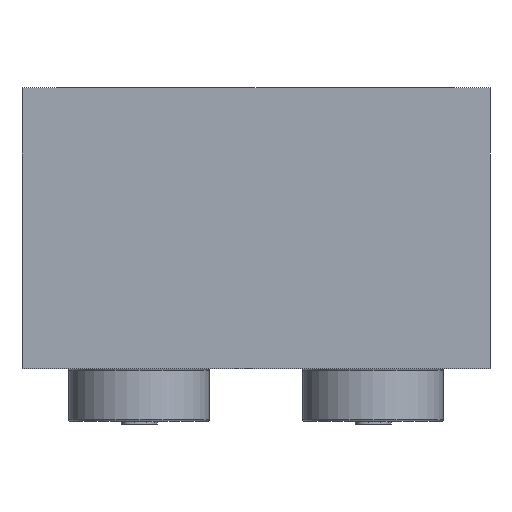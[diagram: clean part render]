
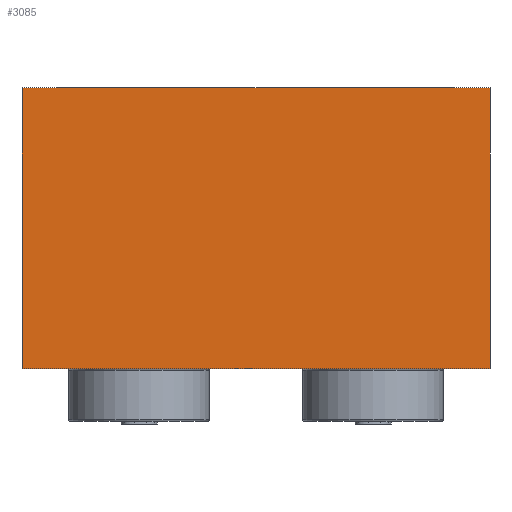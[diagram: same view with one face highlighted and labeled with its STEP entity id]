
A CAD part, left-side view. The second image highlights one B-rep face of the part: STEP entity #3085.
In plain terms, the highlighted planar face has unit normal (-1, 0, 0).
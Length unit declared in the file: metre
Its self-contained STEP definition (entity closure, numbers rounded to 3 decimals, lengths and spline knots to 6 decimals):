
#769=ORIENTED_EDGE('',*,*,#1487,.T.);
#770=ORIENTED_EDGE('',*,*,#1488,.F.);
#771=ORIENTED_EDGE('',*,*,#1489,.F.);
#772=ORIENTED_EDGE('',*,*,#1485,.T.);
#1485=EDGE_CURVE('',#1875,#1874,#2128,.T.);
#1487=EDGE_CURVE('',#1874,#1876,#2130,.T.);
#1488=EDGE_CURVE('',#1877,#1876,#2131,.T.);
#1489=EDGE_CURVE('',#1875,#1877,#2132,.T.);
#1874=VERTEX_POINT('',#4938);
#1875=VERTEX_POINT('',#4940);
#1876=VERTEX_POINT('',#4944);
#1877=VERTEX_POINT('',#4946);
#2128=LINE('',#4939,#2398);
#2130=LINE('',#4943,#2400);
#2131=LINE('',#4945,#2401);
#2132=LINE('',#4947,#2402);
#2398=VECTOR('',#3639,1.);
#2400=VECTOR('',#3643,1.);
#2401=VECTOR('',#3644,1.);
#2402=VECTOR('',#3645,1.);
#2605=EDGE_LOOP('',(#769,#770,#771,#772));
#2813=FACE_BOUND('',#2605,.T.);
#2959=PLANE('',#3261);
#3085=ADVANCED_FACE('',(#2813),#2959,.F.);
#3261=AXIS2_PLACEMENT_3D('',#4942,#3641,#3642);
#3639=DIRECTION('',(0.,0.,-1.));
#3641=DIRECTION('',(1.,0.,0.));
#3642=DIRECTION('',(0.,1.,0.));
#3643=DIRECTION('',(0.,-1.,0.));
#3644=DIRECTION('',(0.,0.,-1.));
#3645=DIRECTION('',(0.,-1.,0.));
#4938=CARTESIAN_POINT('',(-0.004,0.008,0.));
#4939=CARTESIAN_POINT('',(-0.004,0.008,0.0096));
#4940=CARTESIAN_POINT('',(-0.004,0.008,0.0096));
#4942=CARTESIAN_POINT('',(-0.004,0.,0.0096));
#4943=CARTESIAN_POINT('',(-0.004,0.,0.));
#4944=CARTESIAN_POINT('',(-0.004,-0.008,0.));
#4945=CARTESIAN_POINT('',(-0.004,-0.008,0.0096));
#4946=CARTESIAN_POINT('',(-0.004,-0.008,0.0096));
#4947=CARTESIAN_POINT('',(-0.004,0.,0.0096));
